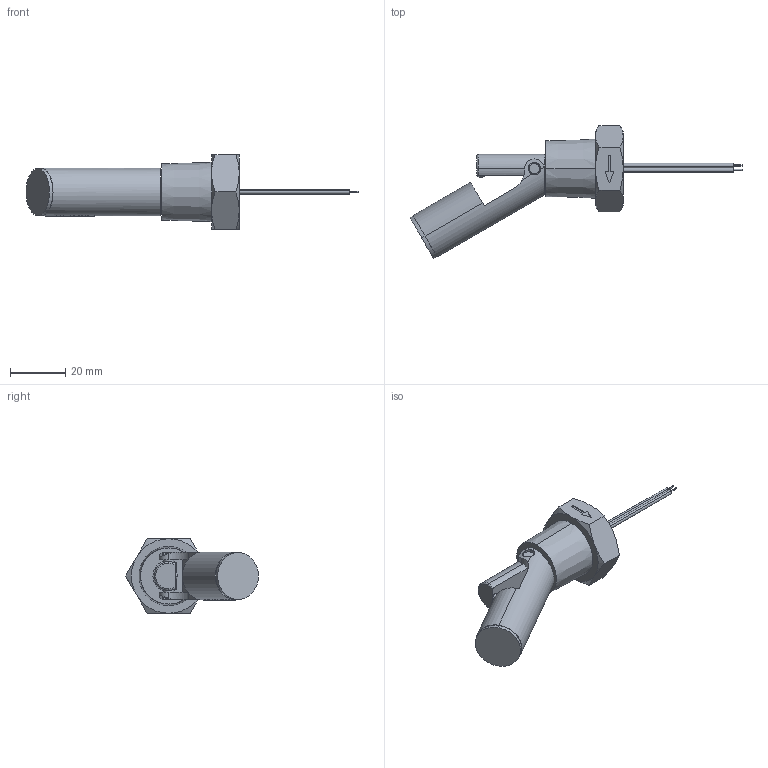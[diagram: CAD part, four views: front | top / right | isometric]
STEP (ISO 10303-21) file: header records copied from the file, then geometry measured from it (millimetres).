
FILE_DESCRIPTION (( 'STEP AP214' ), '1' );
FILE_NAME ('P535AH-100.STEP', '2020-02-03T12:16:14', ( '' ), ( '' ), 'SwSTEP 2.0', 'SolidWorks 2019', '' );
FILE_SCHEMA (( 'AUTOMOTIVE_DESIGN' ));
Length unit declared in the file: millimetre
Products named in the file (1): P535AH-100
Bounding box: 120.24 x 48.07 x 27 mm (x, y, z)
Surface area: 8090.2 mm2 (no closed solid volume)
Topology: 0 solids, 6 shells, 473 faces, 1527 edges, 1021 vertices
Faces by surface type: plane 321, bspline 70, cylinder 58, cone 16, torus 6, sphere 2
Entity records: 26755 total; most frequent: CARTESIAN_POINT 8693, ORIENTED_EDGE 2721, DIRECTION 2371, EDGE_CURVE 1527, VERTEX_POINT 1021, VECTOR 1013, LINE 1013, AXIS2_PLACEMENT_3D 679
